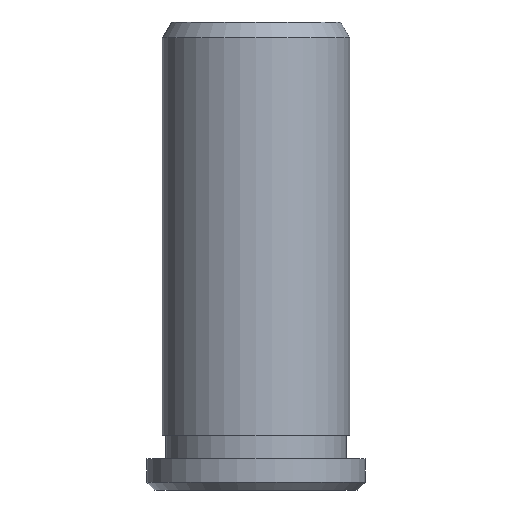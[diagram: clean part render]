
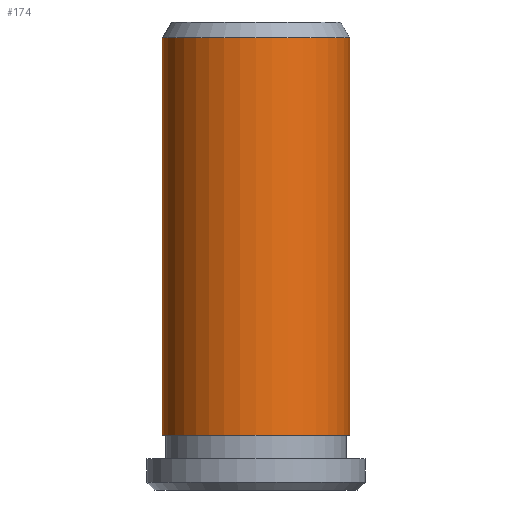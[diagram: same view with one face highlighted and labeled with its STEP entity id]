
A CAD part, left-side view. The second image highlights one B-rep face of the part: STEP entity #174.
In plain terms, the highlighted cylindrical face has radius 6 mm (diameter 12 mm), a partial arc.
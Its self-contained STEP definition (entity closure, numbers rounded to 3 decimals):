
#134=EDGE_CURVE('NONE',#238,#176,#309,.T.);
#138=EDGE_CURVE('NONE',#176,#240,#313,.T.);
#174=ADVANCED_FACE('NONE',(#353),#354,.T.);
#176=VERTEX_POINT('NONE',#356);
#204=EDGE_CURVE('NONE',#238,#248,#388,.T.);
#218=EDGE_CURVE('NONE',#248,#240,#404,.T.);
#238=VERTEX_POINT('NONE',#427);
#240=VERTEX_POINT('NONE',#429);
#248=VERTEX_POINT('NONE',#439);
#309=CIRCLE('',#502,6.);
#313=LINE('',#509,#510);
#353=FACE_OUTER_BOUND('',#561,.T.);
#354=CYLINDRICAL_SURFACE('',#562,6.0);
#356=CARTESIAN_POINT('',(0.,6.,29.0));
#388=LINE('',#604,#605);
#404=CIRCLE('',#624,6.0);
#427=CARTESIAN_POINT('',(0.0,-6.,29.0));
#429=CARTESIAN_POINT('',(0.,6.0,3.5));
#439=CARTESIAN_POINT('',(0.0,-6.0,3.5));
#502=AXIS2_PLACEMENT_3D('',#732,#733,#734);
#509=CARTESIAN_POINT('',(0.,6.0,-1.136));
#510=VECTOR('',#736,1000.0);
#561=EDGE_LOOP('',(#785,#786,#787,#788));
#562=AXIS2_PLACEMENT_3D('',#789,#790,#791);
#604=CARTESIAN_POINT('',(0.0,-6.0,-1.136));
#605=VECTOR('',#840,1000.0);
#624=AXIS2_PLACEMENT_3D('',#858,#859,#860);
#732=CARTESIAN_POINT('',(0.0,0.0,29.0));
#733=DIRECTION('',(0.0,0.0,-1.0));
#734=DIRECTION('',(0.0,-1.0,0.0));
#736=DIRECTION('',(0.0,0.0,-1.0));
#785=ORIENTED_EDGE('',*,*,#134,.T.);
#786=ORIENTED_EDGE('',*,*,#138,.T.);
#787=ORIENTED_EDGE('',*,*,#218,.F.);
#788=ORIENTED_EDGE('',*,*,#204,.F.);
#789=CARTESIAN_POINT('',(0.0,0.0,-1.136));
#790=DIRECTION('',(0.0,-0.0,-1.0));
#791=DIRECTION('',(0.0,-1.0,0.0));
#840=DIRECTION('',(0.0,0.0,-1.0));
#858=CARTESIAN_POINT('',(0.0,0.0,3.5));
#859=DIRECTION('',(0.0,0.0,-1.0));
#860=DIRECTION('',(0.0,-1.0,0.0));
